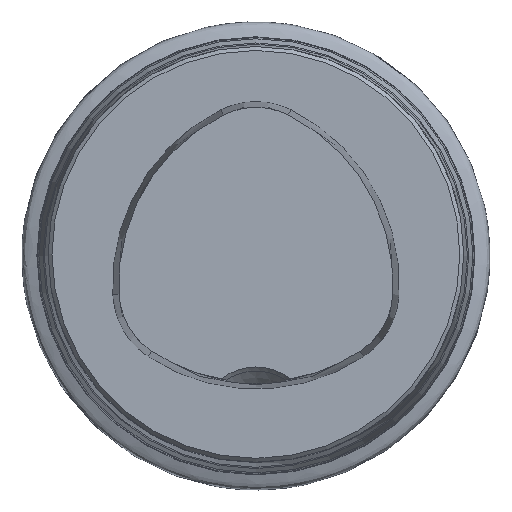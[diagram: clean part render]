
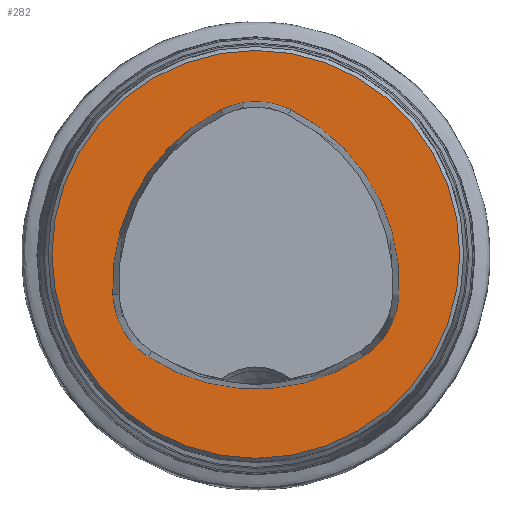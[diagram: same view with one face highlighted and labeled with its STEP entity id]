
A CAD part, top view. The second image highlights one B-rep face of the part: STEP entity #282.
In plain terms, the highlighted planar face has unit normal (0, 0, 1).
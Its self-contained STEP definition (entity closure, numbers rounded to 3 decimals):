
#245=PLANE('',#1009);
#282=ADVANCED_FACE('CU_FL_N1_SU_1',(#376,#377),#245,.T.);
#376=FACE_BOUND('',#429,.T.);
#377=FACE_BOUND('',#430,.T.);
#429=EDGE_LOOP('',(#547,#548,#549,#550,#551,#552));
#430=EDGE_LOOP('',(#553));
#547=ORIENTED_EDGE('',*,*,#796,.F.);
#548=ORIENTED_EDGE('',*,*,#797,.F.);
#549=ORIENTED_EDGE('',*,*,#798,.F.);
#550=ORIENTED_EDGE('',*,*,#799,.F.);
#551=ORIENTED_EDGE('',*,*,#793,.F.);
#552=ORIENTED_EDGE('',*,*,#800,.F.);
#553=ORIENTED_EDGE('',*,*,#801,.T.);
#719=VERTEX_POINT('',#1755);
#720=VERTEX_POINT('',#1757);
#722=VERTEX_POINT('',#1763);
#723=VERTEX_POINT('',#1764);
#724=VERTEX_POINT('',#1766);
#725=VERTEX_POINT('',#1768);
#726=VERTEX_POINT('',#1772);
#793=EDGE_CURVE('',#719,#720,#853,.T.);
#796=EDGE_CURVE('',#722,#723,#855,.T.);
#797=EDGE_CURVE('',#724,#722,#856,.T.);
#798=EDGE_CURVE('',#725,#724,#857,.T.);
#799=EDGE_CURVE('',#720,#725,#858,.T.);
#800=EDGE_CURVE('',#723,#719,#859,.T.);
#801=EDGE_CURVE('',#726,#726,#860,.T.);
#853=CIRCLE('',#1000,15.063);
#855=CIRCLE('',#1003,15.063);
#856=CIRCLE('',#1004,6.063);
#857=CIRCLE('',#1005,15.063);
#858=CIRCLE('',#1006,6.063);
#859=CIRCLE('',#1007,6.063);
#860=CIRCLE('',#1008,15.7);
#1000=AXIS2_PLACEMENT_3D('',#1756,#1179,#1180);
#1003=AXIS2_PLACEMENT_3D('',#1762,#1186,#1187);
#1004=AXIS2_PLACEMENT_3D('',#1765,#1188,#1189);
#1005=AXIS2_PLACEMENT_3D('',#1767,#1190,#1191);
#1006=AXIS2_PLACEMENT_3D('',#1769,#1192,#1193);
#1007=AXIS2_PLACEMENT_3D('',#1770,#1194,#1195);
#1008=AXIS2_PLACEMENT_3D('',#1771,#1196,#1197);
#1009=AXIS2_PLACEMENT_3D('',#1773,#1198,#1199);
#1179=DIRECTION('',(0.,0.,1.));
#1180=DIRECTION('',(1.,0.,0.));
#1186=DIRECTION('',(0.,0.,1.));
#1187=DIRECTION('',(1.,0.,0.));
#1188=DIRECTION('',(0.,0.,1.));
#1189=DIRECTION('',(1.,0.,0.));
#1190=DIRECTION('',(0.,0.,1.));
#1191=DIRECTION('',(1.,0.,0.));
#1192=DIRECTION('',(0.,0.,1.));
#1193=DIRECTION('',(1.,0.,0.));
#1194=DIRECTION('',(0.,0.,1.));
#1195=DIRECTION('',(1.,0.,0.));
#1196=DIRECTION('',(0.,0.,1.));
#1197=DIRECTION('',(1.,0.,0.));
#1198=DIRECTION('',(0.,0.,1.));
#1199=DIRECTION('',(1.,0.,0.));
#1755=CARTESIAN_POINT('',(-8.299,-7.87,0.));
#1756=CARTESIAN_POINT('',(0.,4.7,0.));
#1757=CARTESIAN_POINT('',(8.299,-7.87,0.));
#1762=CARTESIAN_POINT('',(4.029,-2.348,0.));
#1763=CARTESIAN_POINT('',(-2.714,11.121,0.));
#1764=CARTESIAN_POINT('',(-11.014,-3.122,0.));
#1765=CARTESIAN_POINT('',(0.,5.7,0.));
#1766=CARTESIAN_POINT('',(2.714,11.121,0.));
#1767=CARTESIAN_POINT('',(-4.029,-2.348,0.));
#1768=CARTESIAN_POINT('',(11.014,-3.122,0.));
#1769=CARTESIAN_POINT('',(4.959,-2.811,0.));
#1770=CARTESIAN_POINT('',(-4.959,-2.811,0.));
#1771=CARTESIAN_POINT('',(0.,0.,0.));
#1772=CARTESIAN_POINT('',(15.7,0.,0.));
#1773=CARTESIAN_POINT('',(0.,0.,0.));
